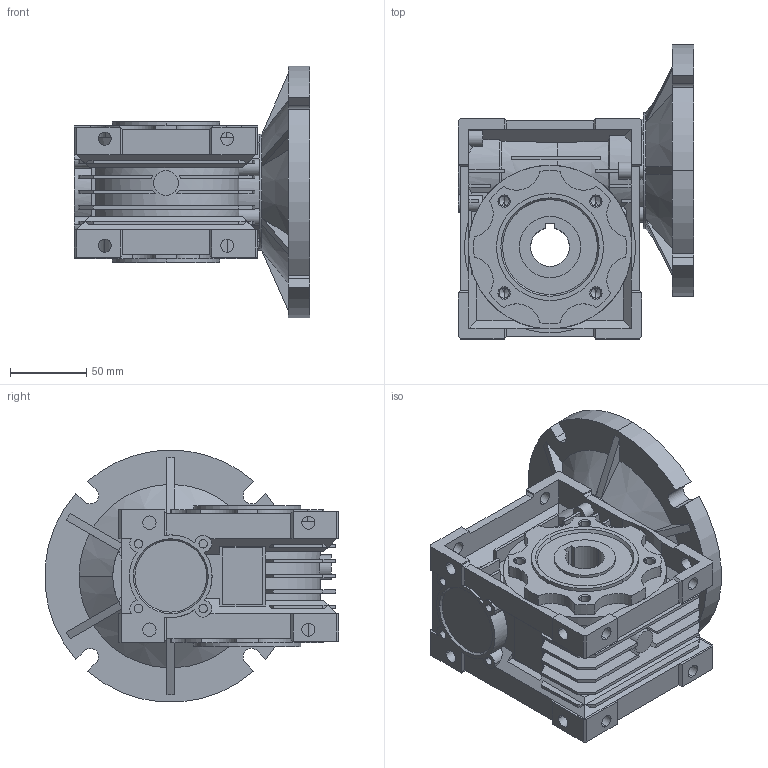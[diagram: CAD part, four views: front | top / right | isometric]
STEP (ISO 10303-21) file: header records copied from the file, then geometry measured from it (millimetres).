
FILE_DESCRIPTION (( 'STEP AP214' ), '1' );
FILE_NAME ('WGA-50M-080-H1.STEP', '2015-03-13T18:06:41', ( '' ), ( '' ), 'SwSTEP 2.0', 'SolidWorks 2014', '' );
FILE_SCHEMA (( 'AUTOMOTIVE_DESIGN' ));
Length unit declared in the file: millimetre
Products named in the file (1): WGA-50M-080-H1
Bounding box: 154 x 192.24 x 164.74 mm (x, y, z)
Volume: 1186620.9 mm3; surface area: 226266.6 mm2
Topology: 1 solids, 1 shells, 837 faces, 2276 edges, 1460 vertices
Faces by surface type: plane 498, cylinder 240, cone 95, torus 4
Entity records: 26836 total; most frequent: CARTESIAN_POINT 5625, ORIENTED_EDGE 4520, DIRECTION 4378, EDGE_CURVE 2260, AXIS2_PLACEMENT_3D 1509, VERTEX_POINT 1460, VECTOR 1360, LINE 1360
